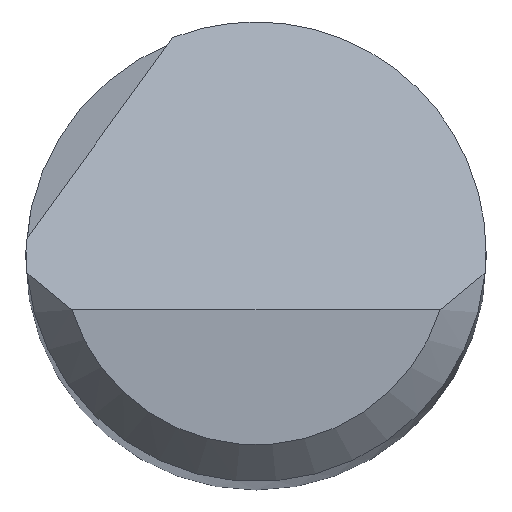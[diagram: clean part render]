
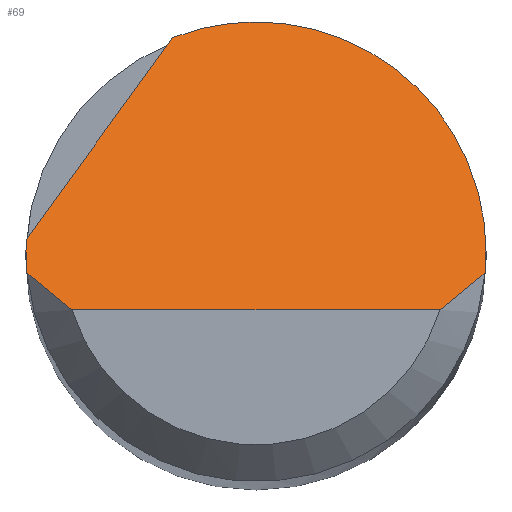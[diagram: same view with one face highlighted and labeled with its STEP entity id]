
A CAD part, top view. The second image highlights one B-rep face of the part: STEP entity #69.
In plain terms, the highlighted planar face has unit normal (0, 0.707, 0.707).
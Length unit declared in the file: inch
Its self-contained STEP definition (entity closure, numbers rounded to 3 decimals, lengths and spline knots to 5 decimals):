
#1 = CARTESIAN_POINT ( 'NONE',  ( 0.09334, -0.00875, 1.985 ) ) ;
#13 = ORIENTED_EDGE ( 'NONE', *, *, #344, .F. ) ;
#14 = EDGE_CURVE ( 'NONE', #83, #251, #41, .T. ) ;
#17 = CARTESIAN_POINT ( 'NONE',  ( 0.09375, -0.00292, 1.97917 ) ) ;
#24 = CARTESIAN_POINT ( 'NONE',  ( -0.09362, 0.005, 1.97125 ) ) ;
#33 = VECTOR ( 'NONE', #240, 39.37008 ) ;
#38 =( BOUNDED_CURVE ( )  B_SPLINE_CURVE ( 3, ( #58, #339, #168, #188 ),
 .UNSPECIFIED., .F., .T. ) 
 B_SPLINE_CURVE_WITH_KNOTS ( ( 4, 4 ),
 ( 4.61892, 4.71239 ),
 .UNSPECIFIED. ) 
 CURVE ( )  GEOMETRIC_REPRESENTATION_ITEM ( )  RATIONAL_B_SPLINE_CURVE ( ( 1., 0.999, 0.999, 1. ) ) 
 REPRESENTATION_ITEM ( '' )  );
#41 =( BOUNDED_CURVE ( )  B_SPLINE_CURVE ( 3, ( #234, #17, #368, #160 ),
 .UNSPECIFIED., .F., .T. ) 
 B_SPLINE_CURVE_WITH_KNOTS ( ( 4, 4 ),
 ( 1.5708, 1.66427 ),
 .UNSPECIFIED. ) 
 CURVE ( )  GEOMETRIC_REPRESENTATION_ITEM ( )  RATIONAL_B_SPLINE_CURVE ( ( 1., 0.999, 0.999, 1. ) ) 
 REPRESENTATION_ITEM ( '' )  );
#50 = CARTESIAN_POINT ( 'NONE',  ( 0.07508, -0.02375, 2. ) ) ;
#52 = VERTEX_POINT ( 'NONE', #127 ) ;
#58 = CARTESIAN_POINT ( 'NONE',  ( -0.09334, -0.00875, 1.985 ) ) ;
#66 = EDGE_CURVE ( 'NONE', #367, #251, #273, .T. ) ;
#69 = ADVANCED_FACE ( 'NONE', ( #312 ), #337, .F. ) ;
#82 = EDGE_CURVE ( 'NONE', #84, #92, #411, .T. ) ;
#83 = VERTEX_POINT ( 'NONE', #381 ) ;
#84 = VERTEX_POINT ( 'NONE', #172 ) ;
#92 = VERTEX_POINT ( 'NONE', #186 ) ;
#100 = CARTESIAN_POINT ( 'NONE',  ( 0.09375, 0., 1.97625 ) ) ;
#114 = ORIENTED_EDGE ( 'NONE', *, *, #212, .F. ) ;
#121 = EDGE_LOOP ( 'NONE', ( #148, #401, #177, #13, #415, #161, #114, #152 ) ) ;
#122 = CARTESIAN_POINT ( 'NONE',  ( 0.08761, -0.01397, 1.99022 ) ) ;
#127 = CARTESIAN_POINT ( 'NONE',  ( -0.09334, -0.00875, 1.985 ) ) ;
#130 = CARTESIAN_POINT ( 'NONE',  ( 0.03379, 0.11369, 1.86256 ) ) ;
#136 = EDGE_CURVE ( 'NONE', #424, #367, #309, .T. ) ;
#143 =( BOUNDED_CURVE ( )  B_SPLINE_CURVE ( 3, ( #158, #269, #372, #24 ),
 .UNSPECIFIED., .F., .T. ) 
 B_SPLINE_CURVE_WITH_KNOTS ( ( 4, 4 ),
 ( 4.71239, 4.76575 ),
 .UNSPECIFIED. ) 
 CURVE ( )  GEOMETRIC_REPRESENTATION_ITEM ( )  RATIONAL_B_SPLINE_CURVE ( ( 1., 1., 1., 1. ) ) 
 REPRESENTATION_ITEM ( '' )  );
#148 = ORIENTED_EDGE ( 'NONE', *, *, #136, .T. ) ;
#152 = ORIENTED_EDGE ( 'NONE', *, *, #176, .T. ) ;
#158 = CARTESIAN_POINT ( 'NONE',  ( -0.09375, 0., 1.97625 ) ) ;
#160 = CARTESIAN_POINT ( 'NONE',  ( 0.09334, -0.00875, 1.985 ) ) ;
#161 = ORIENTED_EDGE ( 'NONE', *, *, #342, .F. ) ;
#168 = CARTESIAN_POINT ( 'NONE',  ( -0.09375, -0.00292, 1.97917 ) ) ;
#171 = CARTESIAN_POINT ( 'NONE',  ( -0.08761, -0.01397, 1.99022 ) ) ;
#172 = CARTESIAN_POINT ( 'NONE',  ( -0.03394, 0.08739, 1.88886 ) ) ;
#176 = EDGE_CURVE ( 'NONE', #52, #424, #248, .T. ) ;
#177 = ORIENTED_EDGE ( 'NONE', *, *, #14, .F. ) ;
#186 = CARTESIAN_POINT ( 'NONE',  ( -0.09362, 0.005, 1.97125 ) ) ;
#188 = CARTESIAN_POINT ( 'NONE',  ( -0.09375, 0., 1.97625 ) ) ;
#195 = CARTESIAN_POINT ( 'NONE',  ( -0.03394, 0.08739, 1.88886 ) ) ;
#196 = CARTESIAN_POINT ( 'NONE',  ( -0.07508, -0.02375, 2. ) ) ;
#202 = VECTOR ( 'NONE', #308, 39.37008 ) ;
#212 = EDGE_CURVE ( 'NONE', #52, #357, #38, .T. ) ;
#214 = CARTESIAN_POINT ( 'NONE',  ( -0.09334, -0.00875, 1.985 ) ) ;
#227 = CARTESIAN_POINT ( 'NONE',  ( 0.08157, -0.019, 1.99525 ) ) ;
#234 = CARTESIAN_POINT ( 'NONE',  ( 0.09375, 0., 1.97625 ) ) ;
#240 = DIRECTION ( 'NONE',  ( -0.456, -0.629, 0.629 ) ) ;
#246 = DIRECTION ( 'NONE',  ( 0., 0.707, -0.707 ) ) ;
#248 = B_SPLINE_CURVE_WITH_KNOTS ( 'NONE', 3,
 ( #214, #171, #409, #271 ),
 .UNSPECIFIED., .F., .F.,
 ( 4, 4 ),
 ( 0., 0.00071 ),
 .UNSPECIFIED. ) ;
#251 = VERTEX_POINT ( 'NONE', #1 ) ;
#269 = CARTESIAN_POINT ( 'NONE',  ( -0.09375, 0.00167, 1.97458 ) ) ;
#271 = CARTESIAN_POINT ( 'NONE',  ( -0.07508, -0.02375, 2. ) ) ;
#273 = B_SPLINE_CURVE_WITH_KNOTS ( 'NONE', 3,
 ( #50, #227, #122, #334 ),
 .UNSPECIFIED., .F., .F.,
 ( 4, 4 ),
 ( 0., 0.00071 ),
 .UNSPECIFIED. ) ;
#281 = CARTESIAN_POINT ( 'NONE',  ( -0.11014, -0.01781, 1.99406 ) ) ;
#308 = DIRECTION ( 'NONE',  ( 1., 0., 0. ) ) ;
#309 = LINE ( 'NONE', #345, #202 ) ;
#312 = FACE_OUTER_BOUND ( 'NONE', #121, .T. ) ;
#314 = CARTESIAN_POINT ( 'NONE',  ( -0.09375, 0., 1.97625 ) ) ;
#315 = CARTESIAN_POINT ( 'NONE',  ( 0.07508, -0.02375, 2. ) ) ;
#334 = CARTESIAN_POINT ( 'NONE',  ( 0.09334, -0.00875, 1.985 ) ) ;
#337 = PLANE ( 'NONE',  #360 ) ;
#339 = CARTESIAN_POINT ( 'NONE',  ( -0.09361, -0.00584, 1.98209 ) ) ;
#342 = EDGE_CURVE ( 'NONE', #357, #92, #143, .T. ) ;
#344 = EDGE_CURVE ( 'NONE', #84, #83, #447, .T. ) ;
#345 = CARTESIAN_POINT ( 'NONE',  ( 0., -0.02375, 2. ) ) ;
#357 = VERTEX_POINT ( 'NONE', #314 ) ;
#360 = AXIS2_PLACEMENT_3D ( 'NONE', #371, #376, #246 ) ;
#367 = VERTEX_POINT ( 'NONE', #315 ) ;
#368 = CARTESIAN_POINT ( 'NONE',  ( 0.09361, -0.00584, 1.98209 ) ) ;
#371 = CARTESIAN_POINT ( 'NONE',  ( -0.09375, -0.02375, 2. ) ) ;
#372 = CARTESIAN_POINT ( 'NONE',  ( -0.09371, 0.00333, 1.97292 ) ) ;
#376 = DIRECTION ( 'NONE',  ( 0., -0.707, -0.707 ) ) ;
#381 = CARTESIAN_POINT ( 'NONE',  ( 0.09375, 0., 1.97625 ) ) ;
#401 = ORIENTED_EDGE ( 'NONE', *, *, #66, .T. ) ;
#409 = CARTESIAN_POINT ( 'NONE',  ( -0.08157, -0.019, 1.99525 ) ) ;
#411 = LINE ( 'NONE', #281, #33 ) ;
#413 = CARTESIAN_POINT ( 'NONE',  ( 0.09375, 0.07266, 1.90359 ) ) ;
#415 = ORIENTED_EDGE ( 'NONE', *, *, #82, .T. ) ;
#424 = VERTEX_POINT ( 'NONE', #196 ) ;
#447 =( BOUNDED_CURVE ( )  B_SPLINE_CURVE ( 3, ( #195, #130, #413, #100 ),
 .UNSPECIFIED., .F., .T. ) 
 B_SPLINE_CURVE_WITH_KNOTS ( ( 4, 4 ),
 ( 5.91277, 7.85398 ),
 .UNSPECIFIED. ) 
 CURVE ( )  GEOMETRIC_REPRESENTATION_ITEM ( )  RATIONAL_B_SPLINE_CURVE ( ( 1., 0.71, 0.71, 1. ) ) 
 REPRESENTATION_ITEM ( '' )  );
